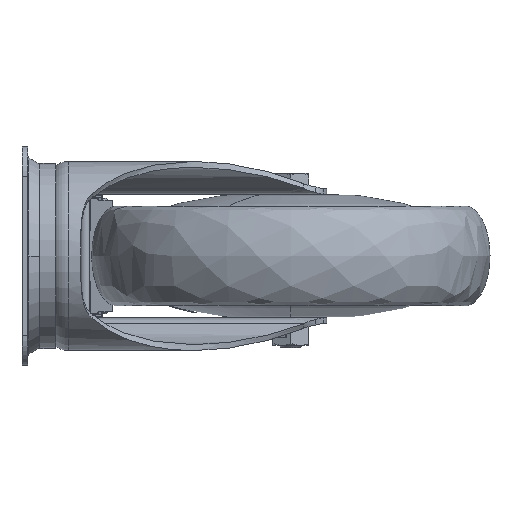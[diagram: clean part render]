
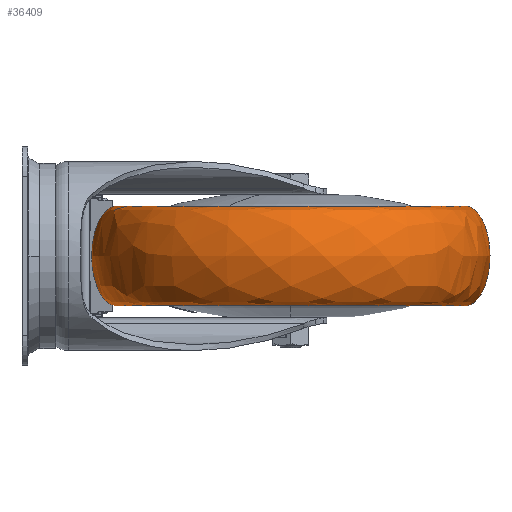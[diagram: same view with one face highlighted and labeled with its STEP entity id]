
A CAD part, left-side view. The second image highlights one B-rep face of the part: STEP entity #36409.
In plain terms, the highlighted free-form (B-spline) face has degree [3, 3] with [4, 4] control points.
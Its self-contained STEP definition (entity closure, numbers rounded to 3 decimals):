
#1286 = CARTESIAN_POINT ( 'NONE',  ( 55., -222.5, 25. ) ) ;
#2638 = ORIENTED_EDGE ( 'NONE', *, *, #15209, .T. ) ;
#2816 = DIRECTION ( 'NONE',  ( 0., 0., 1. ) ) ;
#5323 = VERTEX_POINT ( 'NONE', #28804 ) ;
#6396 =( BOUNDED_SURFACE ( )  B_SPLINE_SURFACE ( 3, 3, ( 
 ( #23789, #23450, #44360, #39253 ),
 ( #34090, #28986, #65575, #36124 ),
 ( #19675, #66559, #24457, #8964 ),
 ( #30958, #14157, #8633, #35795 ) ),
 .UNSPECIFIED., .F., .F., .F. ) 
 B_SPLINE_SURFACE_WITH_KNOTS ( ( 4, 4 ),
 ( 4, 4 ),
 ( 0., 1. ),
 ( 0., 1. ),
 .UNSPECIFIED. ) 
 GEOMETRIC_REPRESENTATION_ITEM ( )  RATIONAL_B_SPLINE_SURFACE ( (
 ( 1., 0.333, 0.333, 1.),
 ( 0.333, 0.111, 0.111, 0.333),
 ( 0.333, 0.111, 0.111, 0.333),
 ( 1., 0.333, 0.333, 1.) ) ) 
 REPRESENTATION_ITEM ( '' )  SURFACE ( )  );
#6611 = VERTEX_POINT ( 'NONE', #31812 ) ;
#8633 = CARTESIAN_POINT ( 'NONE',  ( -120., -222.5, 25. ) ) ;
#8964 = CARTESIAN_POINT ( 'NONE',  ( 55., -247.5, 25. ) ) ;
#14157 = CARTESIAN_POINT ( 'NONE',  ( -120., -47.5, 25. ) ) ;
#15209 = EDGE_CURVE ( 'NONE', #31208, #57115, #41560, .T. ) ;
#18299 = EDGE_CURVE ( 'NONE', #6611, #31208, #64479, .T. ) ;
#19675 = CARTESIAN_POINT ( 'NONE',  ( 55., -22.5, 25. ) ) ;
#21796 = AXIS2_PLACEMENT_3D ( 'NONE', #64949, #2816, #28321 ) ;
#23450 = CARTESIAN_POINT ( 'NONE',  ( -120., -47.5, -25. ) ) ;
#23789 = CARTESIAN_POINT ( 'NONE',  ( 55., -47.5, -25. ) ) ;
#24457 = CARTESIAN_POINT ( 'NONE',  ( -170., -247.5, 25. ) ) ;
#27781 = CARTESIAN_POINT ( 'NONE',  ( 55., -135., 25. ) ) ;
#28321 = DIRECTION ( 'NONE',  ( 0., 1., 0. ) ) ;
#28629 = FACE_OUTER_BOUND ( 'NONE', #56002, .T. ) ;
#28804 = CARTESIAN_POINT ( 'NONE',  ( 55., -47.5, 25. ) ) ;
#28986 = CARTESIAN_POINT ( 'NONE',  ( -170., -22.5, -25. ) ) ;
#29468 = EDGE_CURVE ( 'NONE', #5323, #57115, #57750, .T. ) ;
#30958 = CARTESIAN_POINT ( 'NONE',  ( 55., -47.5, 25. ) ) ;
#31208 = VERTEX_POINT ( 'NONE', #31300 ) ;
#31300 = CARTESIAN_POINT ( 'NONE',  ( 55., -222.5, -25. ) ) ;
#31812 = CARTESIAN_POINT ( 'NONE',  ( 55., -47.5, -25. ) ) ;
#32773 = CARTESIAN_POINT ( 'NONE',  ( 55., -22.5, 25. ) ) ;
#34090 = CARTESIAN_POINT ( 'NONE',  ( 55., -22.5, -25. ) ) ;
#35795 = CARTESIAN_POINT ( 'NONE',  ( 55., -222.5, 25. ) ) ;
#36124 = CARTESIAN_POINT ( 'NONE',  ( 55., -247.5, -25. ) ) ;
#36409 = ADVANCED_FACE ( 'NONE', ( #28629 ), #6396, .F. ) ;
#39253 = CARTESIAN_POINT ( 'NONE',  ( 55., -222.5, -25. ) ) ;
#41560 =( BOUNDED_CURVE ( )  B_SPLINE_CURVE ( 3, ( #53503, #53834, #63748, #1286 ),
 .UNSPECIFIED., .F., .F. ) 
 B_SPLINE_CURVE_WITH_KNOTS ( ( 4, 4 ),
 ( 0., 3.142 ),
 .UNSPECIFIED. ) 
 CURVE ( )  GEOMETRIC_REPRESENTATION_ITEM ( )  RATIONAL_B_SPLINE_CURVE ( ( 1., 0.333, 0.333, 1. ) ) 
 REPRESENTATION_ITEM ( '' )  );
#42713 = CARTESIAN_POINT ( 'NONE',  ( 55., -22.5, -25. ) ) ;
#43837 = DIRECTION ( 'NONE',  ( 0., 1., 0. ) ) ;
#44123 =( BOUNDED_CURVE ( )  B_SPLINE_CURVE ( 3, ( #47837, #42713, #32773, #59516 ),
 .UNSPECIFIED., .F., .F. ) 
 B_SPLINE_CURVE_WITH_KNOTS ( ( 4, 4 ),
 ( 0., 3.142 ),
 .UNSPECIFIED. ) 
 CURVE ( )  GEOMETRIC_REPRESENTATION_ITEM ( )  RATIONAL_B_SPLINE_CURVE ( ( 1., 0.333, 0.333, 1. ) ) 
 REPRESENTATION_ITEM ( '' )  );
#44360 = CARTESIAN_POINT ( 'NONE',  ( -120., -222.5, -25. ) ) ;
#44569 = EDGE_CURVE ( 'NONE', #6611, #5323, #44123, .T. ) ;
#46135 = ORIENTED_EDGE ( 'NONE', *, *, #44569, .F. ) ;
#46541 = ORIENTED_EDGE ( 'NONE', *, *, #29468, .F. ) ;
#46743 = AXIS2_PLACEMENT_3D ( 'NONE', #27781, #59966, #43837 ) ;
#47770 = ORIENTED_EDGE ( 'NONE', *, *, #18299, .T. ) ;
#47837 = CARTESIAN_POINT ( 'NONE',  ( 55., -47.5, -25. ) ) ;
#53503 = CARTESIAN_POINT ( 'NONE',  ( 55., -222.5, -25. ) ) ;
#53834 = CARTESIAN_POINT ( 'NONE',  ( 55., -247.5, -25. ) ) ;
#56002 = EDGE_LOOP ( 'NONE', ( #47770, #2638, #46541, #46135 ) ) ;
#57115 = VERTEX_POINT ( 'NONE', #58740 ) ;
#57750 = CIRCLE ( 'NONE', #46743, 87.5 ) ;
#58740 = CARTESIAN_POINT ( 'NONE',  ( 55., -222.5, 25. ) ) ;
#59516 = CARTESIAN_POINT ( 'NONE',  ( 55., -47.5, 25. ) ) ;
#59966 = DIRECTION ( 'NONE',  ( 0., 0., 1. ) ) ;
#63748 = CARTESIAN_POINT ( 'NONE',  ( 55., -247.5, 25. ) ) ;
#64479 = CIRCLE ( 'NONE', #21796, 87.5 ) ;
#64949 = CARTESIAN_POINT ( 'NONE',  ( 55., -135., -25. ) ) ;
#65575 = CARTESIAN_POINT ( 'NONE',  ( -170., -247.5, -25. ) ) ;
#66559 = CARTESIAN_POINT ( 'NONE',  ( -170., -22.5, 25. ) ) ;
